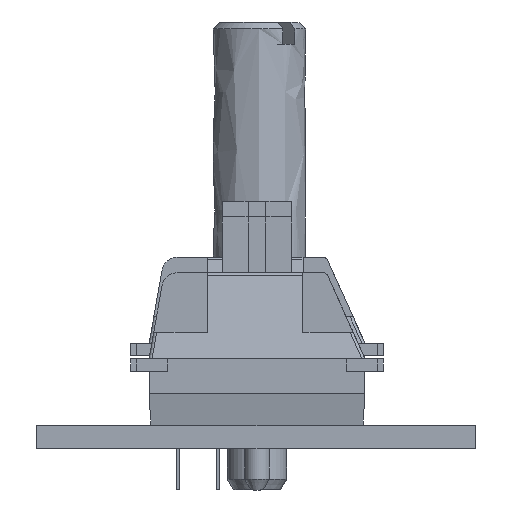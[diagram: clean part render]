
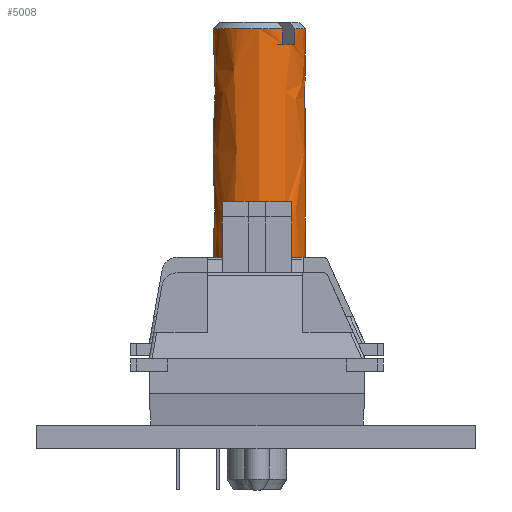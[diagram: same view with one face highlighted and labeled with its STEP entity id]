
A CAD part, left-side view. The second image highlights one B-rep face of the part: STEP entity #5008.
In plain terms, the highlighted free-form (B-spline) face has degree [2, 1] with [7, 2] control points.
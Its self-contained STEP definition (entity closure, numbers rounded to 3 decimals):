
#4917 = VERTEX_POINT('',#4918);
#4918 = CARTESIAN_POINT('',(2.284,-1.945,22.05));
#4927 = EDGE_CURVE('',#4928,#4917,#4930,.T.);
#4928 = VERTEX_POINT('',#4929);
#4929 = CARTESIAN_POINT('',(-1.518,2.587,22.05));
#4930 = ( BOUNDED_CURVE() B_SPLINE_CURVE(2,(#4931,#4932,#4933,#4934,
#4935),.UNSPECIFIED.,.F.,.F.) B_SPLINE_CURVE_WITH_KNOTS((3,2,3),(0.,
1.403,2.807),.PIECEWISE_BEZIER_KNOTS.) CURVE() 
GEOMETRIC_REPRESENTATION_ITEM() RATIONAL_B_SPLINE_CURVE((1.,
0.764,1.,0.764,1.)) REPRESENTATION_ITEM('') );
#4931 = CARTESIAN_POINT('',(-1.518,2.587,22.05));
#4932 = CARTESIAN_POINT('',(0.668,3.871,22.05));
#4933 = CARTESIAN_POINT('',(2.298,1.928,22.05));
#4934 = CARTESIAN_POINT('',(3.928,-0.014,22.05));
#4935 = CARTESIAN_POINT('',(2.284,-1.945,22.05));
#4962 = VERTEX_POINT('',#4963);
#4963 = CARTESIAN_POINT('',(-2.284,1.945,22.05));
#4972 = EDGE_CURVE('',#4973,#4962,#4975,.T.);
#4973 = VERTEX_POINT('',#4974);
#4974 = CARTESIAN_POINT('',(0.,-3.,22.05));
#4975 = ( BOUNDED_CURVE() B_SPLINE_CURVE(2,(#4976,#4977,#4978),
.UNSPECIFIED.,.F.,.F.) B_SPLINE_CURVE_WITH_KNOTS((3,3),(0.,
2.276),.PIECEWISE_BEZIER_KNOTS.) CURVE() 
GEOMETRIC_REPRESENTATION_ITEM() RATIONAL_B_SPLINE_CURVE((1.,
0.419,1.)) REPRESENTATION_ITEM('') );
#4976 = CARTESIAN_POINT('',(0.,-3.,22.05));
#4977 = CARTESIAN_POINT('',(-6.493,-3.,22.05));
#4978 = CARTESIAN_POINT('',(-2.284,1.945,22.05));
#4980 = EDGE_CURVE('',#4981,#4973,#4983,.T.);
#4981 = VERTEX_POINT('',#4982);
#4982 = CARTESIAN_POINT('',(1.518,-2.587,22.05));
#4983 = ( BOUNDED_CURVE() B_SPLINE_CURVE(2,(#4984,#4985,#4986),
.UNSPECIFIED.,.F.,.F.) B_SPLINE_CURVE_WITH_KNOTS((3,3),(0.,
0.531),.PIECEWISE_BEZIER_KNOTS.) CURVE() 
GEOMETRIC_REPRESENTATION_ITEM() RATIONAL_B_SPLINE_CURVE((1.,
0.965,1.)) REPRESENTATION_ITEM('') );
#4984 = CARTESIAN_POINT('',(1.518,-2.587,22.05));
#4985 = CARTESIAN_POINT('',(0.815,-3.,22.05));
#4986 = CARTESIAN_POINT('',(0.,-3.,22.05));
#5008 = ADVANCED_FACE('',(#5009),#5072,.T.);
#5009 = FACE_BOUND('',#5010,.T.);
#5010 = EDGE_LOOP('',(#5011,#5018,#5026,#5031,#5032,#5039,#5049,#5050,
    #5051,#5058,#5066,#5071));
#5011 = ORIENTED_EDGE('',*,*,#5012,.T.);
#5012 = EDGE_CURVE('',#4917,#5013,#5015,.T.);
#5013 = VERTEX_POINT('',#5014);
#5014 = CARTESIAN_POINT('',(2.284,-1.945,21.06));
#5015 = B_SPLINE_CURVE_WITH_KNOTS('',1,(#5016,#5017),.UNSPECIFIED.,.F.,
  .F.,(2,2),(0.,1.1),.PIECEWISE_BEZIER_KNOTS.);
#5016 = CARTESIAN_POINT('',(2.284,-1.945,22.05));
#5017 = CARTESIAN_POINT('',(2.284,-1.945,21.06));
#5018 = ORIENTED_EDGE('',*,*,#5019,.T.);
#5019 = EDGE_CURVE('',#5013,#5020,#5022,.T.);
#5020 = VERTEX_POINT('',#5021);
#5021 = CARTESIAN_POINT('',(1.518,-2.587,21.06));
#5022 = ( BOUNDED_CURVE() B_SPLINE_CURVE(2,(#5023,#5024,#5025),
.UNSPECIFIED.,.F.,.F.) B_SPLINE_CURVE_WITH_KNOTS((3,3),(0.,
0.335),.PIECEWISE_BEZIER_KNOTS.) CURVE() 
GEOMETRIC_REPRESENTATION_ITEM() RATIONAL_B_SPLINE_CURVE((1.,
0.986,1.)) REPRESENTATION_ITEM('') );
#5023 = CARTESIAN_POINT('',(2.284,-1.945,21.06));
#5024 = CARTESIAN_POINT('',(1.956,-2.331,21.06));
#5025 = CARTESIAN_POINT('',(1.518,-2.587,21.06));
#5026 = ORIENTED_EDGE('',*,*,#5027,.F.);
#5027 = EDGE_CURVE('',#4981,#5020,#5028,.T.);
#5028 = B_SPLINE_CURVE_WITH_KNOTS('',1,(#5029,#5030),.UNSPECIFIED.,.F.,
  .F.,(2,2),(0.,1.1),.PIECEWISE_BEZIER_KNOTS.);
#5029 = CARTESIAN_POINT('',(1.518,-2.587,22.05));
#5030 = CARTESIAN_POINT('',(1.518,-2.587,21.06));
#5031 = ORIENTED_EDGE('',*,*,#4980,.T.);
#5032 = ORIENTED_EDGE('',*,*,#5033,.T.);
#5033 = EDGE_CURVE('',#4973,#5034,#5036,.T.);
#5034 = VERTEX_POINT('',#5035);
#5035 = CARTESIAN_POINT('',(0.,-3.,6.75));
#5036 = B_SPLINE_CURVE_WITH_KNOTS('',1,(#5037,#5038),.UNSPECIFIED.,.F.,
  .F.,(2,2),(0.,17.),.PIECEWISE_BEZIER_KNOTS.);
#5037 = CARTESIAN_POINT('',(0.,-3.,22.05));
#5038 = CARTESIAN_POINT('',(0.,-3.,6.75));
#5039 = ORIENTED_EDGE('',*,*,#5040,.F.);
#5040 = EDGE_CURVE('',#5034,#5034,#5041,.T.);
#5041 = ( BOUNDED_CURVE() B_SPLINE_CURVE(2,(#5042,#5043,#5044,#5045,
#5046,#5047,#5048),.UNSPECIFIED.,.T.,.F.) B_SPLINE_CURVE_WITH_KNOTS((1,2
    ,2,2,2,1),(-2.094,0.,2.094,4.189,
6.283,8.378),.UNSPECIFIED.) CURVE() 
GEOMETRIC_REPRESENTATION_ITEM() RATIONAL_B_SPLINE_CURVE((1.,0.5,1.,0.5,
1.,0.5,1.)) REPRESENTATION_ITEM('') );
#5042 = CARTESIAN_POINT('',(0.,-3.,6.75));
#5043 = CARTESIAN_POINT('',(-5.196,-3.,6.75));
#5044 = CARTESIAN_POINT('',(-2.598,1.5,6.75));
#5045 = CARTESIAN_POINT('',(0.,6.,6.75));
#5046 = CARTESIAN_POINT('',(2.598,1.5,6.75));
#5047 = CARTESIAN_POINT('',(5.196,-3.,6.75));
#5048 = CARTESIAN_POINT('',(0.,-3.,6.75));
#5049 = ORIENTED_EDGE('',*,*,#5033,.F.);
#5050 = ORIENTED_EDGE('',*,*,#4972,.T.);
#5051 = ORIENTED_EDGE('',*,*,#5052,.T.);
#5052 = EDGE_CURVE('',#4962,#5053,#5055,.T.);
#5053 = VERTEX_POINT('',#5054);
#5054 = CARTESIAN_POINT('',(-2.284,1.945,21.06));
#5055 = B_SPLINE_CURVE_WITH_KNOTS('',1,(#5056,#5057),.UNSPECIFIED.,.F.,
  .F.,(2,2),(0.,1.1),.PIECEWISE_BEZIER_KNOTS.);
#5056 = CARTESIAN_POINT('',(-2.284,1.945,22.05));
#5057 = CARTESIAN_POINT('',(-2.284,1.945,21.06));
#5058 = ORIENTED_EDGE('',*,*,#5059,.T.);
#5059 = EDGE_CURVE('',#5053,#5060,#5062,.T.);
#5060 = VERTEX_POINT('',#5061);
#5061 = CARTESIAN_POINT('',(-1.518,2.587,21.06));
#5062 = ( BOUNDED_CURVE() B_SPLINE_CURVE(2,(#5063,#5064,#5065),
.UNSPECIFIED.,.F.,.F.) B_SPLINE_CURVE_WITH_KNOTS((3,3),(0.,
0.335),.PIECEWISE_BEZIER_KNOTS.) CURVE() 
GEOMETRIC_REPRESENTATION_ITEM() RATIONAL_B_SPLINE_CURVE((1.,
0.986,1.)) REPRESENTATION_ITEM('') );
#5063 = CARTESIAN_POINT('',(-2.284,1.945,21.06));
#5064 = CARTESIAN_POINT('',(-1.956,2.331,21.06));
#5065 = CARTESIAN_POINT('',(-1.518,2.587,21.06));
#5066 = ORIENTED_EDGE('',*,*,#5067,.F.);
#5067 = EDGE_CURVE('',#4928,#5060,#5068,.T.);
#5068 = B_SPLINE_CURVE_WITH_KNOTS('',1,(#5069,#5070),.UNSPECIFIED.,.F.,
  .F.,(2,2),(0.,1.1),.PIECEWISE_BEZIER_KNOTS.);
#5069 = CARTESIAN_POINT('',(-1.518,2.587,22.05));
#5070 = CARTESIAN_POINT('',(-1.518,2.587,21.06));
#5071 = ORIENTED_EDGE('',*,*,#4927,.T.);
#5072 = ( BOUNDED_SURFACE() B_SPLINE_SURFACE(2,1,(
    (#5073,#5074)
    ,(#5075,#5076)
    ,(#5077,#5078)
    ,(#5079,#5080)
    ,(#5081,#5082)
    ,(#5083,#5084)
    ,(#5085,#5086
)),.UNSPECIFIED.,.T.,.F.,.F.) B_SPLINE_SURFACE_WITH_KNOTS((1,2,2,2,2,1),
  (2,2),(-2.094,0.,2.094,4.189,6.283,
    8.378),(0.,17.),.UNSPECIFIED.) 
GEOMETRIC_REPRESENTATION_ITEM() RATIONAL_B_SPLINE_SURFACE((
    (1.,1.)
    ,(0.5,0.5)
    ,(1.,1.)
    ,(0.5,0.5)
    ,(1.,1.)
    ,(0.5,0.5)
,(1.,1.))) REPRESENTATION_ITEM('') SURFACE() );
#5073 = CARTESIAN_POINT('',(0.,-3.,22.05));
#5074 = CARTESIAN_POINT('',(0.,-3.,6.75));
#5075 = CARTESIAN_POINT('',(-5.196,-3.,22.05));
#5076 = CARTESIAN_POINT('',(-5.196,-3.,6.75));
#5077 = CARTESIAN_POINT('',(-2.598,1.5,22.05));
#5078 = CARTESIAN_POINT('',(-2.598,1.5,6.75));
#5079 = CARTESIAN_POINT('',(0.,6.,22.05));
#5080 = CARTESIAN_POINT('',(0.,6.,6.75));
#5081 = CARTESIAN_POINT('',(2.598,1.5,22.05));
#5082 = CARTESIAN_POINT('',(2.598,1.5,6.75));
#5083 = CARTESIAN_POINT('',(5.196,-3.,22.05));
#5084 = CARTESIAN_POINT('',(5.196,-3.,6.75));
#5085 = CARTESIAN_POINT('',(0.,-3.,22.05));
#5086 = CARTESIAN_POINT('',(0.,-3.,6.75));
